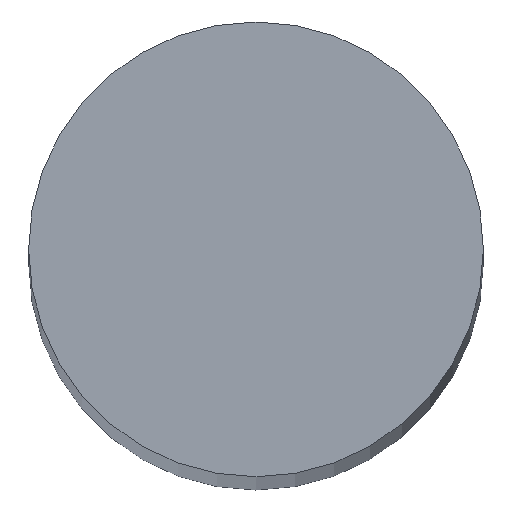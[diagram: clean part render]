
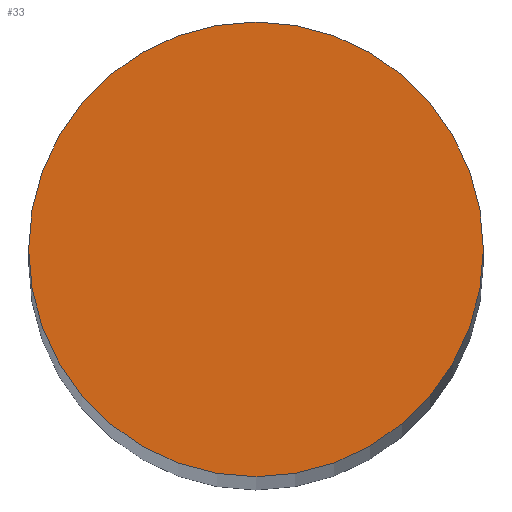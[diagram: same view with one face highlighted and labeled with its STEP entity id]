
A CAD part, top view. The second image highlights one B-rep face of the part: STEP entity #33.
In plain terms, the highlighted planar face has unit normal (0, 0, 1).
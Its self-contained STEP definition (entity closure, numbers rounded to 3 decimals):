
#12 = VERTEX_POINT ( 'NONE', #158 ) ;
#17 = PLANE ( 'NONE',  #69 ) ;
#26 = CIRCLE ( 'NONE', #159, 1.5 ) ;
#29 = DIRECTION ( 'NONE',  ( 0., 0., 1. ) ) ;
#33 = ADVANCED_FACE ( 'NONE', ( #52 ), #17, .T. ) ;
#39 = EDGE_CURVE ( 'NONE', #12, #83, #60, .T. ) ;
#44 = CARTESIAN_POINT ( 'NONE',  ( 0., 0., 50. ) ) ;
#51 = DIRECTION ( 'NONE',  ( 1., 0., 0. ) ) ;
#52 = FACE_OUTER_BOUND ( 'NONE', #123, .T. ) ;
#60 = CIRCLE ( 'NONE', #166, 1.5 ) ;
#63 = DIRECTION ( 'NONE',  ( 0., 0., 1. ) ) ;
#69 = AXIS2_PLACEMENT_3D ( 'NONE', #74, #29, #113 ) ;
#71 = ORIENTED_EDGE ( 'NONE', *, *, #128, .T. ) ;
#74 = CARTESIAN_POINT ( 'NONE',  ( 0., 0., 50. ) ) ;
#83 = VERTEX_POINT ( 'NONE', #116 ) ;
#101 = DIRECTION ( 'NONE',  ( 0., 0., 1. ) ) ;
#113 = DIRECTION ( 'NONE',  ( 1., 0., 0. ) ) ;
#116 = CARTESIAN_POINT ( 'NONE',  ( 1.5, 0., 50. ) ) ;
#123 = EDGE_LOOP ( 'NONE', ( #141, #71 ) ) ;
#128 = EDGE_CURVE ( 'NONE', #83, #12, #26, .T. ) ;
#135 = CARTESIAN_POINT ( 'NONE',  ( 0., 0., 50. ) ) ;
#141 = ORIENTED_EDGE ( 'NONE', *, *, #39, .T. ) ;
#147 = DIRECTION ( 'NONE',  ( 1., 0., 0. ) ) ;
#158 = CARTESIAN_POINT ( 'NONE',  ( -1.5, 0., 50. ) ) ;
#159 = AXIS2_PLACEMENT_3D ( 'NONE', #135, #63, #51 ) ;
#166 = AXIS2_PLACEMENT_3D ( 'NONE', #44, #101, #147 ) ;
